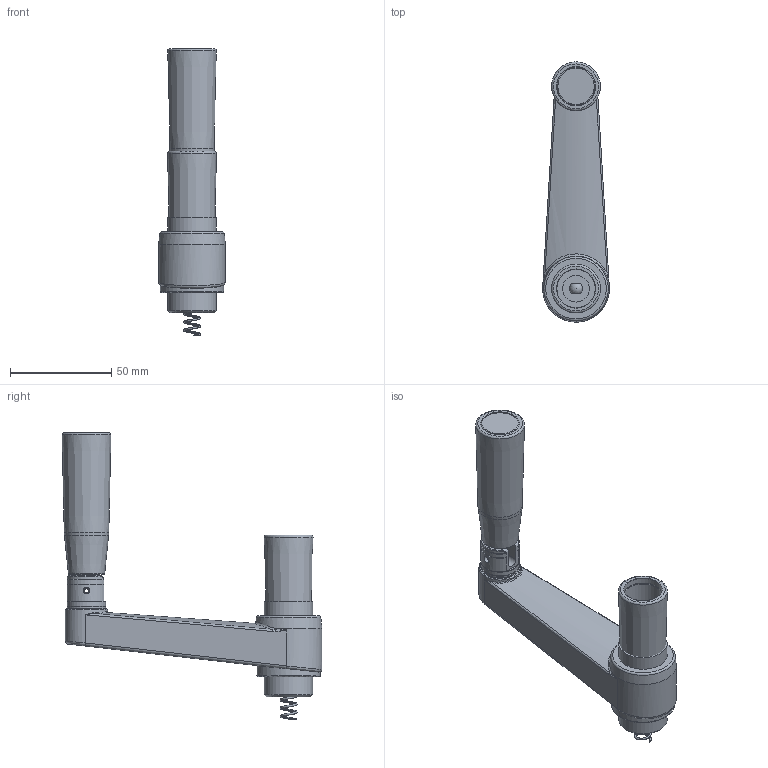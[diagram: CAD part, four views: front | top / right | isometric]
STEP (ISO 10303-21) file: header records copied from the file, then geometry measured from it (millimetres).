
FILE_DESCRIPTION( ( 'Unknown' ), '1' );
FILE_NAME( '6384140_MH100-PGR.stp', 'Unknown', ( 'Unknown' ), ( 'Unknown' ), 'XStep 1.0', 'Unknown', ' ' );
FILE_SCHEMA( ( 'CONFIG_CONTROL_DESIGN' ) );
Length unit declared in the file: millimetre
Products named in the file (11): Assem1; 8700295; 1831093; 1833029; 1803030; 1833024; 1831061; 1839130; 1849007; 8900187; 1839401
Bounding box: 32.99 x 128.59 x 141.63 mm (x, y, z)
Volume: 146809.9 mm3; surface area: 83631.9 mm2
Topology: 20 solids, 20 shells, 410 faces, 992 edges, 634 vertices
Faces by surface type: plane 196, cylinder 110, bspline 36, torus 36, cone 30, sphere 2
Full cylindrical faces by diameter (mm): 2.5 x2, 2.8 x2, 3.25 x4, 3.5 x2, 4 x2, 6 x2, 6.1 x2, 6.39 x2, 6.4 x2, 6.5 x4, 8.2 x4, 8.31 x2, 8.77 x2, 9 x2, 9.5 x2, 10 x4, 10.7 x2, 12 x2, 13.299 x2, 15.421 x2, 19 x8, 19.055 x2, 21 x2, 24 x6, 26 x4, 31.33 x2
Entity records: 8467 total; most frequent: CARTESIAN_POINT 3638, DIRECTION 889, ORIENTED_EDGE 804, EDGE_CURVE 402, AXIS2_PLACEMENT_3D 348, EDGE_LOOP 298, VERTEX_POINT 295, FACE_OUTER_BOUND 258
